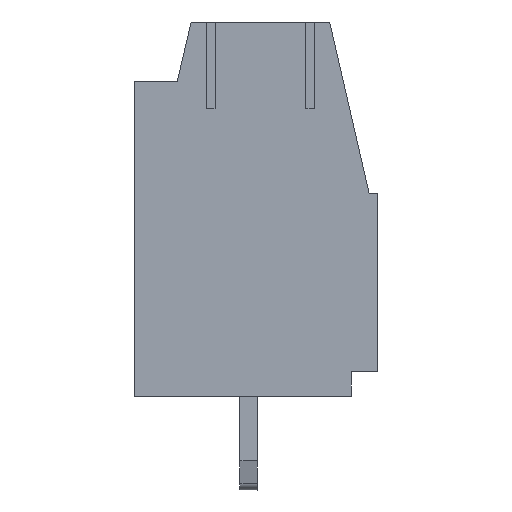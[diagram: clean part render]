
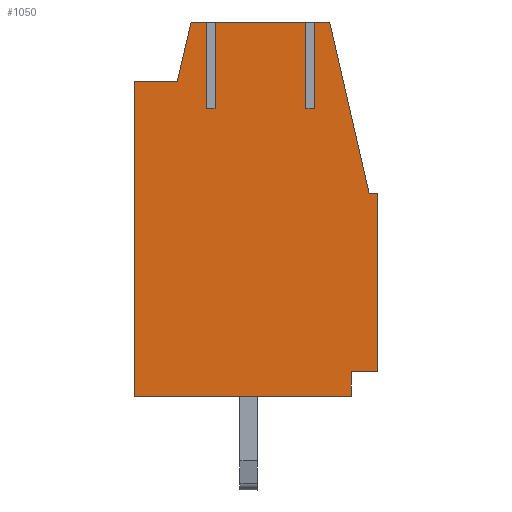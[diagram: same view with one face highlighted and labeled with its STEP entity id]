
A CAD part, left-side view. The second image highlights one B-rep face of the part: STEP entity #1050.
In plain terms, the highlighted planar face has unit normal (-1, 0, 0).
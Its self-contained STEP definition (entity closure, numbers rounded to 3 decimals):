
#902=AXIS2_PLACEMENT_3D('Plane Axis2P3D',#899,#900,#901) ;
#899=CARTESIAN_POINT('Axis2P3D Location',(0.,8.3,0.)) ;
#904=CARTESIAN_POINT('Line Origine',(0.,4.,16.)) ;
#908=CARTESIAN_POINT('Vertex',(0.,2.45,16.)) ;
#910=CARTESIAN_POINT('Vertex',(0.,5.55,16.)) ;
#913=CARTESIAN_POINT('Line Origine',(0.,5.55,14.525)) ;
#917=CARTESIAN_POINT('Vertex',(0.,5.55,13.05)) ;
#920=CARTESIAN_POINT('Line Origine',(0.,5.7,13.05)) ;
#924=CARTESIAN_POINT('Vertex',(0.,5.85,13.05)) ;
#927=CARTESIAN_POINT('Line Origine',(0.,5.85,14.525)) ;
#931=CARTESIAN_POINT('Vertex',(0.,5.85,16.)) ;
#934=CARTESIAN_POINT('Line Origine',(0.,6.11,16.)) ;
#938=CARTESIAN_POINT('Vertex',(0.,6.37,16.)) ;
#941=CARTESIAN_POINT('Line Origine',(0.,6.607,14.975)) ;
#945=CARTESIAN_POINT('Vertex',(0.,6.844,13.95)) ;
#948=CARTESIAN_POINT('Line Origine',(0.,7.572,13.95)) ;
#952=CARTESIAN_POINT('Vertex',(0.,8.3,13.95)) ;
#955=CARTESIAN_POINT('Line Origine',(0.,8.3,8.575)) ;
#959=CARTESIAN_POINT('Vertex',(0.,8.3,3.2)) ;
#962=CARTESIAN_POINT('Line Origine',(0.,4.6,3.2)) ;
#966=CARTESIAN_POINT('Vertex',(0.,0.9,3.2)) ;
#969=CARTESIAN_POINT('Line Origine',(0.,0.9,3.626)) ;
#973=CARTESIAN_POINT('Vertex',(0.,0.9,4.052)) ;
#976=CARTESIAN_POINT('Line Origine',(0.,0.45,4.052)) ;
#980=CARTESIAN_POINT('Vertex',(0.,0.,4.052)) ;
#983=CARTESIAN_POINT('Line Origine',(0.,0.,7.101)) ;
#987=CARTESIAN_POINT('Vertex',(0.,0.,10.15)) ;
#990=CARTESIAN_POINT('Line Origine',(0.,0.14,10.15)) ;
#994=CARTESIAN_POINT('Vertex',(0.,0.28,10.15)) ;
#997=CARTESIAN_POINT('Line Origine',(0.,0.956,13.075)) ;
#1001=CARTESIAN_POINT('Vertex',(0.,1.631,16.)) ;
#1004=CARTESIAN_POINT('Line Origine',(0.,1.89,16.)) ;
#1008=CARTESIAN_POINT('Vertex',(0.,2.15,16.)) ;
#1011=CARTESIAN_POINT('Line Origine',(0.,2.15,14.525)) ;
#1015=CARTESIAN_POINT('Vertex',(0.,2.15,13.05)) ;
#1018=CARTESIAN_POINT('Line Origine',(0.,2.3,13.05)) ;
#1022=CARTESIAN_POINT('Vertex',(0.,2.45,13.05)) ;
#1025=CARTESIAN_POINT('Line Origine',(0.,2.45,14.525)) ;
#900=DIRECTION('Axis2P3D Direction',(-1.,0.,0.)) ;
#901=DIRECTION('Axis2P3D XDirection',(0.,-1.,0.)) ;
#905=DIRECTION('Vector Direction',(0.,1.,0.)) ;
#914=DIRECTION('Vector Direction',(0.,0.,-1.)) ;
#921=DIRECTION('Vector Direction',(0.,1.,0.)) ;
#928=DIRECTION('Vector Direction',(0.,0.,-1.)) ;
#935=DIRECTION('Vector Direction',(0.,1.,0.)) ;
#942=DIRECTION('Vector Direction',(0.,0.225,-0.974)) ;
#949=DIRECTION('Vector Direction',(0.,1.,0.)) ;
#956=DIRECTION('Vector Direction',(0.,0.,-1.)) ;
#963=DIRECTION('Vector Direction',(0.,-1.,0.)) ;
#970=DIRECTION('Vector Direction',(0.,0.,1.)) ;
#977=DIRECTION('Vector Direction',(0.,-1.,0.)) ;
#984=DIRECTION('Vector Direction',(0.,0.,1.)) ;
#991=DIRECTION('Vector Direction',(0.,1.,0.)) ;
#998=DIRECTION('Vector Direction',(0.,0.225,0.974)) ;
#1005=DIRECTION('Vector Direction',(0.,1.,0.)) ;
#1012=DIRECTION('Vector Direction',(0.,0.,-1.)) ;
#1019=DIRECTION('Vector Direction',(0.,1.,0.)) ;
#1026=DIRECTION('Vector Direction',(0.,0.,-1.)) ;
#906=VECTOR('Line Direction',#905,1.) ;
#915=VECTOR('Line Direction',#914,1.) ;
#922=VECTOR('Line Direction',#921,1.) ;
#929=VECTOR('Line Direction',#928,1.) ;
#936=VECTOR('Line Direction',#935,1.) ;
#943=VECTOR('Line Direction',#942,1.) ;
#950=VECTOR('Line Direction',#949,1.) ;
#957=VECTOR('Line Direction',#956,1.) ;
#964=VECTOR('Line Direction',#963,1.) ;
#971=VECTOR('Line Direction',#970,1.) ;
#978=VECTOR('Line Direction',#977,1.) ;
#985=VECTOR('Line Direction',#984,1.) ;
#992=VECTOR('Line Direction',#991,1.) ;
#999=VECTOR('Line Direction',#998,1.) ;
#1006=VECTOR('Line Direction',#1005,1.) ;
#1013=VECTOR('Line Direction',#1012,1.) ;
#1020=VECTOR('Line Direction',#1019,1.) ;
#1027=VECTOR('Line Direction',#1026,1.) ;
#1031=ORIENTED_EDGE('',*,*,#912,.T.) ;
#1032=ORIENTED_EDGE('',*,*,#919,.T.) ;
#1033=ORIENTED_EDGE('',*,*,#926,.T.) ;
#1034=ORIENTED_EDGE('',*,*,#933,.F.) ;
#1035=ORIENTED_EDGE('',*,*,#940,.T.) ;
#1036=ORIENTED_EDGE('',*,*,#947,.T.) ;
#1037=ORIENTED_EDGE('',*,*,#954,.T.) ;
#1038=ORIENTED_EDGE('',*,*,#961,.T.) ;
#1039=ORIENTED_EDGE('',*,*,#968,.T.) ;
#1040=ORIENTED_EDGE('',*,*,#975,.T.) ;
#1041=ORIENTED_EDGE('',*,*,#982,.T.) ;
#1042=ORIENTED_EDGE('',*,*,#989,.T.) ;
#1043=ORIENTED_EDGE('',*,*,#996,.T.) ;
#1044=ORIENTED_EDGE('',*,*,#1003,.T.) ;
#1045=ORIENTED_EDGE('',*,*,#1010,.T.) ;
#1046=ORIENTED_EDGE('',*,*,#1017,.T.) ;
#1047=ORIENTED_EDGE('',*,*,#1024,.T.) ;
#1048=ORIENTED_EDGE('',*,*,#1029,.F.) ;
#1050=ADVANCED_FACE('2_Pole_Body',(#1049),#903,.T.) ;
#912=EDGE_CURVE('',#909,#911,#907,.T.) ;
#919=EDGE_CURVE('',#911,#918,#916,.T.) ;
#926=EDGE_CURVE('',#918,#925,#923,.T.) ;
#933=EDGE_CURVE('',#932,#925,#930,.T.) ;
#940=EDGE_CURVE('',#932,#939,#937,.T.) ;
#947=EDGE_CURVE('',#939,#946,#944,.T.) ;
#954=EDGE_CURVE('',#946,#953,#951,.T.) ;
#961=EDGE_CURVE('',#953,#960,#958,.T.) ;
#968=EDGE_CURVE('',#960,#967,#965,.T.) ;
#975=EDGE_CURVE('',#967,#974,#972,.T.) ;
#982=EDGE_CURVE('',#974,#981,#979,.T.) ;
#989=EDGE_CURVE('',#981,#988,#986,.T.) ;
#996=EDGE_CURVE('',#988,#995,#993,.T.) ;
#1003=EDGE_CURVE('',#995,#1002,#1000,.T.) ;
#1010=EDGE_CURVE('',#1002,#1009,#1007,.T.) ;
#1017=EDGE_CURVE('',#1009,#1016,#1014,.T.) ;
#1024=EDGE_CURVE('',#1016,#1023,#1021,.T.) ;
#1029=EDGE_CURVE('',#909,#1023,#1028,.T.) ;
#1030=EDGE_LOOP('',(#1031,#1032,#1033,#1034,#1035,#1036,#1037,#1038,#1039,#1040,#1041,#1042,#1043,#1044,#1045,#1046,#1047,#1048)) ;
#1049=FACE_OUTER_BOUND('',#1030,.T.) ;
#907=LINE('Line',#904,#906) ;
#916=LINE('Line',#913,#915) ;
#923=LINE('Line',#920,#922) ;
#930=LINE('Line',#927,#929) ;
#937=LINE('Line',#934,#936) ;
#944=LINE('Line',#941,#943) ;
#951=LINE('Line',#948,#950) ;
#958=LINE('Line',#955,#957) ;
#965=LINE('Line',#962,#964) ;
#972=LINE('Line',#969,#971) ;
#979=LINE('Line',#976,#978) ;
#986=LINE('Line',#983,#985) ;
#993=LINE('Line',#990,#992) ;
#1000=LINE('Line',#997,#999) ;
#1007=LINE('Line',#1004,#1006) ;
#1014=LINE('Line',#1011,#1013) ;
#1021=LINE('Line',#1018,#1020) ;
#1028=LINE('Line',#1025,#1027) ;
#903=PLANE('',#902) ;
#909=VERTEX_POINT('',#908) ;
#911=VERTEX_POINT('',#910) ;
#918=VERTEX_POINT('',#917) ;
#925=VERTEX_POINT('',#924) ;
#932=VERTEX_POINT('',#931) ;
#939=VERTEX_POINT('',#938) ;
#946=VERTEX_POINT('',#945) ;
#953=VERTEX_POINT('',#952) ;
#960=VERTEX_POINT('',#959) ;
#967=VERTEX_POINT('',#966) ;
#974=VERTEX_POINT('',#973) ;
#981=VERTEX_POINT('',#980) ;
#988=VERTEX_POINT('',#987) ;
#995=VERTEX_POINT('',#994) ;
#1002=VERTEX_POINT('',#1001) ;
#1009=VERTEX_POINT('',#1008) ;
#1016=VERTEX_POINT('',#1015) ;
#1023=VERTEX_POINT('',#1022) ;
